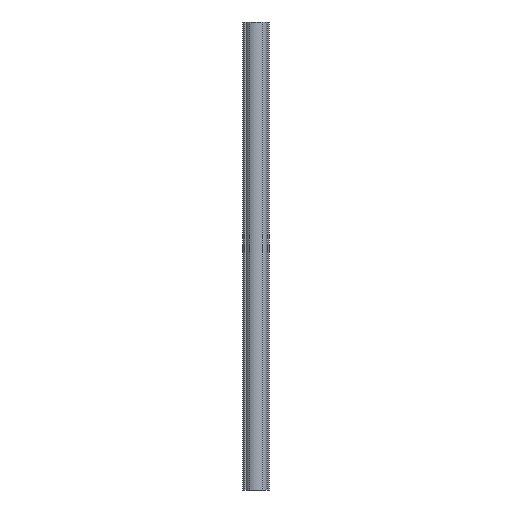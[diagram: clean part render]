
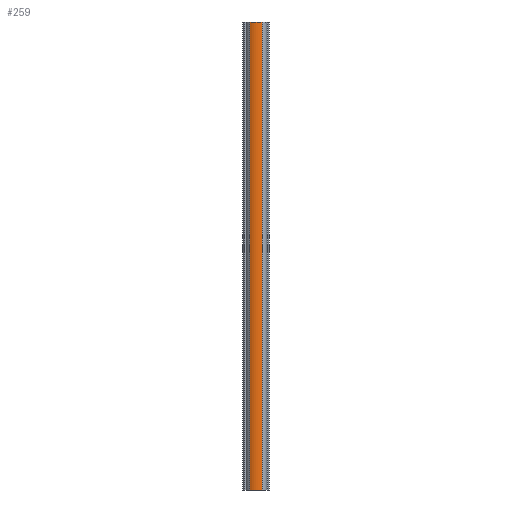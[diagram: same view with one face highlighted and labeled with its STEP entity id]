
A CAD part, front view. The second image highlights one B-rep face of the part: STEP entity #259.
In plain terms, the highlighted cylindrical face has radius 14 mm (diameter 28 mm), a partial arc.
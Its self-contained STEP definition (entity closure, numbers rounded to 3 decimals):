
#69 = EDGE_CURVE ( 'NONE', #1324, #1317, #1746, .T. ) ;
#91 = EDGE_CURVE ( 'NONE', #1299, #1300, #1758, .T. ) ;
#92 = EDGE_CURVE ( 'NONE', #1300, #1317, #963, .T. ) ;
#93 = EDGE_CURVE ( 'NONE', #1299, #1324, #961, .T. ) ;
#259 = ADVANCED_FACE ( 'NONE', ( #1233 ), #1234, .T. ) ;
#289 = CARTESIAN_POINT ( 'NONE',  ( 663.107, 571.219, -500. ) ) ;
#290 = DIRECTION ( 'NONE',  ( 0., 0., 1. ) ) ;
#343 = CARTESIAN_POINT ( 'NONE',  ( 650.086, 571.219, -500. ) ) ;
#344 = DIRECTION ( 'NONE',  ( 0., 0., 1. ) ) ;
#345 = CARTESIAN_POINT ( 'NONE',  ( 656.597, 583.613, 0. ) ) ;
#346 = DIRECTION ( 'NONE',  ( 0., 0., 1. ) ) ;
#347 = DIRECTION ( 'NONE',  ( 1., 0., 0. ) ) ;
#348 = CARTESIAN_POINT ( 'NONE',  ( 656.597, 583.613, -500. ) ) ;
#349 = DIRECTION ( 'NONE',  ( 0., 0., 1. ) ) ;
#350 = DIRECTION ( 'NONE',  ( 1., 0., 0. ) ) ;
#789 = CARTESIAN_POINT ( 'NONE',  ( 656.597, 583.613, -500. ) ) ;
#790 = DIRECTION ( 'NONE',  ( 0., 0., 1. ) ) ;
#791 = DIRECTION ( 'NONE',  ( 1., 0., 0. ) ) ;
#841 = CARTESIAN_POINT ( 'NONE',  ( 650.086, 571.219, -500. ) ) ;
#842 = CARTESIAN_POINT ( 'NONE',  ( 650.086, 571.219, 0. ) ) ;
#859 = CARTESIAN_POINT ( 'NONE',  ( 663.107, 571.219, 0. ) ) ;
#866 = CARTESIAN_POINT ( 'NONE',  ( 663.107, 571.219, -500. ) ) ;
#961 = CIRCLE ( 'NONE', #967, 14. ) ;
#963 = CIRCLE ( 'NONE', #965, 14. ) ;
#964 = VECTOR ( 'NONE', #344, 1000. ) ;
#965 = AXIS2_PLACEMENT_3D ( 'NONE', #345, #346, #347 ) ;
#967 = AXIS2_PLACEMENT_3D ( 'NONE', #348, #349, #350 ) ;
#1170 = AXIS2_PLACEMENT_3D ( 'NONE', #789, #790, #791 ) ;
#1233 = FACE_OUTER_BOUND ( 'NONE', #1695, .T. ) ;
#1234 = CYLINDRICAL_SURFACE ( 'NONE', #1170, 14. ) ;
#1299 = VERTEX_POINT ( 'NONE', #841 ) ;
#1300 = VERTEX_POINT ( 'NONE', #842 ) ;
#1317 = VERTEX_POINT ( 'NONE', #859 ) ;
#1324 = VERTEX_POINT ( 'NONE', #866 ) ;
#1361 = ORIENTED_EDGE ( 'NONE', *, *, #92, .F. ) ;
#1362 = ORIENTED_EDGE ( 'NONE', *, *, #93, .T. ) ;
#1363 = ORIENTED_EDGE ( 'NONE', *, *, #91, .F. ) ;
#1364 = ORIENTED_EDGE ( 'NONE', *, *, #69, .T. ) ;
#1695 = EDGE_LOOP ( 'NONE', ( #1361, #1363, #1362, #1364 ) ) ;
#1746 = LINE ( 'NONE', #289, #1839 ) ;
#1758 = LINE ( 'NONE', #343, #964 ) ;
#1839 = VECTOR ( 'NONE', #290, 1000. ) ;
